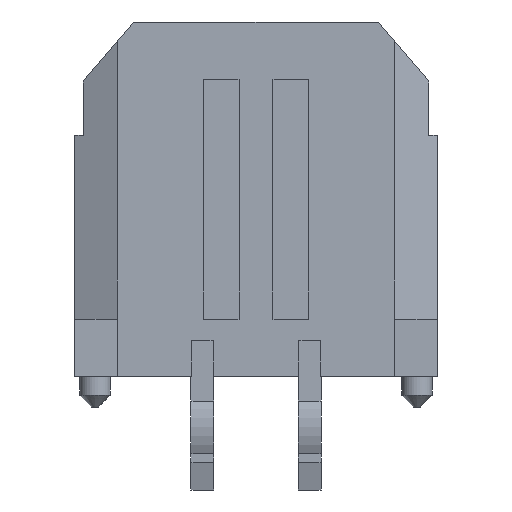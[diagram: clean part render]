
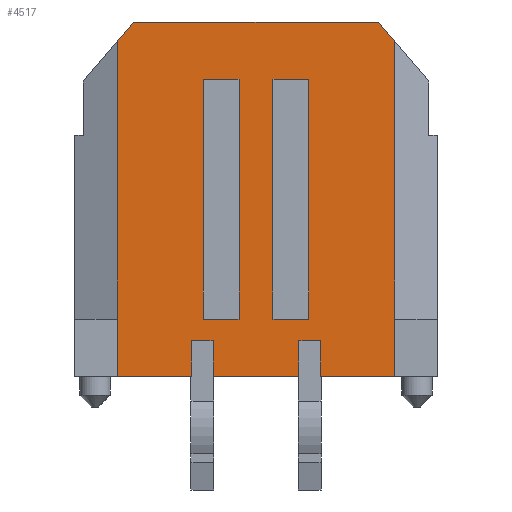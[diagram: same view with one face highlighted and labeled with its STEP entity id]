
A CAD part, front view. The second image highlights one B-rep face of the part: STEP entity #4517.
In plain terms, the highlighted planar face has unit normal (0, -1, 0).
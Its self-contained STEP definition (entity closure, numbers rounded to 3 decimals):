
#59=FACE_BOUND('',#359,.T.);
#60=FACE_BOUND('',#360,.T.);
#126=FACE_OUTER_BOUND('',#358,.T.);
#358=EDGE_LOOP('',(#3156,#3157,#3158,#3159,#3160,#3161,#3162,#3163,#3164,
#3165,#3166,#3167,#3168,#3169,#3170,#3171,#3172,#3173));
#359=EDGE_LOOP('',(#3174,#3175,#3176,#3177));
#360=EDGE_LOOP('',(#3178,#3179,#3180,#3181));
#578=LINE('',#6173,#1184);
#673=LINE('',#6373,#1279);
#690=LINE('',#6408,#1296);
#699=LINE('',#6425,#1305);
#713=LINE('',#6453,#1319);
#786=LINE('',#6594,#1392);
#787=LINE('',#6597,#1393);
#792=LINE('',#6606,#1398);
#793=LINE('',#6609,#1399);
#794=LINE('',#6610,#1400);
#795=LINE('',#6612,#1401);
#796=LINE('',#6614,#1402);
#797=LINE('',#6615,#1403);
#798=LINE('',#6617,#1404);
#799=LINE('',#6619,#1405);
#800=LINE('',#6621,#1406);
#801=LINE('',#6623,#1407);
#802=LINE('',#6624,#1408);
#803=LINE('',#6627,#1409);
#804=LINE('',#6629,#1410);
#805=LINE('',#6631,#1411);
#806=LINE('',#6632,#1412);
#807=LINE('',#6635,#1413);
#808=LINE('',#6637,#1414);
#809=LINE('',#6639,#1415);
#810=LINE('',#6640,#1416);
#1184=VECTOR('',#5027,0.71);
#1279=VECTOR('',#5178,1.);
#1296=VECTOR('',#5205,0.597);
#1305=VECTOR('',#5220,1.);
#1319=VECTOR('',#5240,1.);
#1392=VECTOR('',#5333,2.077);
#1393=VECTOR('',#5336,2.077);
#1398=VECTOR('',#5343,2.403);
#1399=VECTOR('',#5346,0.597);
#1400=VECTOR('',#5347,1.);
#1401=VECTOR('',#5348,1.6);
#1402=VECTOR('',#5349,0.009);
#1403=VECTOR('',#5350,7.768);
#1404=VECTOR('',#5351,6.85);
#1405=VECTOR('',#5352,0.71);
#1406=VECTOR('',#5353,7.768);
#1407=VECTOR('',#5354,0.009);
#1408=VECTOR('',#5355,1.6);
#1409=VECTOR('',#5356,1.);
#1410=VECTOR('',#5357,6.71);
#1411=VECTOR('',#5358,1.);
#1412=VECTOR('',#5359,6.71);
#1413=VECTOR('',#5360,1.);
#1414=VECTOR('',#5361,6.71);
#1415=VECTOR('',#5362,1.);
#1416=VECTOR('',#5363,6.71);
#1783=VERTEX_POINT('',#6170);
#1784=VERTEX_POINT('',#6172);
#1860=VERTEX_POINT('',#6370);
#1861=VERTEX_POINT('',#6372);
#1874=VERTEX_POINT('',#6407);
#1879=VERTEX_POINT('',#6424);
#1889=VERTEX_POINT('',#6450);
#1890=VERTEX_POINT('',#6452);
#1948=VERTEX_POINT('',#6592);
#1949=VERTEX_POINT('',#6596);
#1952=VERTEX_POINT('',#6604);
#1953=VERTEX_POINT('',#6608);
#1954=VERTEX_POINT('',#6611);
#1955=VERTEX_POINT('',#6613);
#1956=VERTEX_POINT('',#6616);
#1957=VERTEX_POINT('',#6618);
#1958=VERTEX_POINT('',#6620);
#1959=VERTEX_POINT('',#6622);
#1960=VERTEX_POINT('',#6625);
#1961=VERTEX_POINT('',#6626);
#1962=VERTEX_POINT('',#6628);
#1963=VERTEX_POINT('',#6630);
#1964=VERTEX_POINT('',#6633);
#1965=VERTEX_POINT('',#6634);
#1966=VERTEX_POINT('',#6636);
#1967=VERTEX_POINT('',#6638);
#2211=EDGE_CURVE('',#1784,#1783,#578,.T.);
#2310=EDGE_CURVE('',#1860,#1861,#673,.T.);
#2327=EDGE_CURVE('',#1874,#1861,#690,.T.);
#2336=EDGE_CURVE('',#1879,#1874,#699,.T.);
#2350=EDGE_CURVE('',#1890,#1889,#713,.T.);
#2423=EDGE_CURVE('',#1948,#1860,#786,.T.);
#2424=EDGE_CURVE('',#1890,#1949,#787,.T.);
#2429=EDGE_CURVE('',#1879,#1952,#792,.T.);
#2430=EDGE_CURVE('',#1889,#1953,#793,.T.);
#2431=EDGE_CURVE('',#1952,#1953,#794,.T.);
#2432=EDGE_CURVE('',#1954,#1948,#795,.T.);
#2433=EDGE_CURVE('',#1954,#1955,#796,.T.);
#2434=EDGE_CURVE('',#1784,#1955,#797,.T.);
#2435=EDGE_CURVE('',#1956,#1783,#798,.T.);
#2436=EDGE_CURVE('',#1956,#1957,#799,.T.);
#2437=EDGE_CURVE('',#1957,#1958,#800,.T.);
#2438=EDGE_CURVE('',#1958,#1959,#801,.T.);
#2439=EDGE_CURVE('',#1959,#1949,#802,.T.);
#2440=EDGE_CURVE('',#1960,#1961,#803,.T.);
#2441=EDGE_CURVE('',#1962,#1961,#804,.T.);
#2442=EDGE_CURVE('',#1963,#1962,#805,.T.);
#2443=EDGE_CURVE('',#1963,#1960,#806,.T.);
#2444=EDGE_CURVE('',#1964,#1965,#807,.T.);
#2445=EDGE_CURVE('',#1966,#1965,#808,.T.);
#2446=EDGE_CURVE('',#1967,#1966,#809,.T.);
#2447=EDGE_CURVE('',#1967,#1964,#810,.T.);
#3156=ORIENTED_EDGE('',*,*,#2350,.T.);
#3157=ORIENTED_EDGE('',*,*,#2430,.T.);
#3158=ORIENTED_EDGE('',*,*,#2431,.F.);
#3159=ORIENTED_EDGE('',*,*,#2429,.F.);
#3160=ORIENTED_EDGE('',*,*,#2336,.T.);
#3161=ORIENTED_EDGE('',*,*,#2327,.T.);
#3162=ORIENTED_EDGE('',*,*,#2310,.F.);
#3163=ORIENTED_EDGE('',*,*,#2423,.F.);
#3164=ORIENTED_EDGE('',*,*,#2432,.F.);
#3165=ORIENTED_EDGE('',*,*,#2433,.T.);
#3166=ORIENTED_EDGE('',*,*,#2434,.F.);
#3167=ORIENTED_EDGE('',*,*,#2211,.T.);
#3168=ORIENTED_EDGE('',*,*,#2435,.F.);
#3169=ORIENTED_EDGE('',*,*,#2436,.T.);
#3170=ORIENTED_EDGE('',*,*,#2437,.T.);
#3171=ORIENTED_EDGE('',*,*,#2438,.T.);
#3172=ORIENTED_EDGE('',*,*,#2439,.T.);
#3173=ORIENTED_EDGE('',*,*,#2424,.F.);
#3174=ORIENTED_EDGE('',*,*,#2440,.T.);
#3175=ORIENTED_EDGE('',*,*,#2441,.F.);
#3176=ORIENTED_EDGE('',*,*,#2442,.F.);
#3177=ORIENTED_EDGE('',*,*,#2443,.T.);
#3178=ORIENTED_EDGE('',*,*,#2444,.T.);
#3179=ORIENTED_EDGE('',*,*,#2445,.F.);
#3180=ORIENTED_EDGE('',*,*,#2446,.F.);
#3181=ORIENTED_EDGE('',*,*,#2447,.T.);
#4134=PLANE('',#4770);
#4517=ADVANCED_FACE('',(#126,#59,#60),#4134,.T.);
#4770=AXIS2_PLACEMENT_3D('',#6607,#5344,#5345);
#5027=DIRECTION('',(-0.647,0.,0.763));
#5178=DIRECTION('',(0.,0.,1.));
#5205=DIRECTION('',(1.,0.,0.));
#5220=DIRECTION('',(0.,0.,1.));
#5240=DIRECTION('',(0.,0.,1.));
#5333=DIRECTION('',(-1.,0.,0.));
#5336=DIRECTION('',(-1.,0.,0.));
#5343=DIRECTION('',(-1.,0.,0.));
#5344=DIRECTION('center_axis',(0.,-1.,0.));
#5345=DIRECTION('ref_axis',(0.,0.,-1.));
#5346=DIRECTION('',(1.,0.,0.));
#5347=DIRECTION('',(0.,0.,1.));
#5348=DIRECTION('',(0.,0.,-1.));
#5349=DIRECTION('',(1.,0.,0.));
#5350=DIRECTION('',(0.,0.,-1.));
#5351=DIRECTION('',(1.,0.,0.));
#5352=DIRECTION('',(-0.647,0.,-0.763));
#5353=DIRECTION('',(0.,0.,-1.));
#5354=DIRECTION('',(1.,0.,0.));
#5355=DIRECTION('',(0.,0.,-1.));
#5356=DIRECTION('',(1.,0.,0.));
#5357=DIRECTION('',(0.,0.,1.));
#5358=DIRECTION('',(1.,0.,0.));
#5359=DIRECTION('',(0.,0.,1.));
#5360=DIRECTION('',(1.,0.,0.));
#5361=DIRECTION('',(0.,0.,1.));
#5362=DIRECTION('',(1.,0.,0.));
#5363=DIRECTION('',(0.,0.,1.));
#6170=CARTESIAN_POINT('',(3.425,-3.43,4.955));
#6172=CARTESIAN_POINT('',(3.884,-3.43,4.413));
#6173=CARTESIAN_POINT('',(3.884,-3.43,4.413));
#6370=CARTESIAN_POINT('',(1.799,-3.43,-4.955));
#6372=CARTESIAN_POINT('',(1.799,-3.43,-3.955));
#6373=CARTESIAN_POINT('',(1.799,-3.43,-4.955));
#6407=CARTESIAN_POINT('',(1.202,-3.43,-3.955));
#6408=CARTESIAN_POINT('',(1.202,-3.43,-3.955));
#6424=CARTESIAN_POINT('',(1.202,-3.43,-4.955));
#6425=CARTESIAN_POINT('',(1.202,-3.43,-4.955));
#6450=CARTESIAN_POINT('',(-1.799,-3.43,-3.955));
#6452=CARTESIAN_POINT('',(-1.799,-3.43,-4.955));
#6453=CARTESIAN_POINT('',(-1.799,-3.43,-4.955));
#6592=CARTESIAN_POINT('',(3.875,-3.43,-4.955));
#6594=CARTESIAN_POINT('',(3.875,-3.43,-4.955));
#6596=CARTESIAN_POINT('',(-3.875,-3.43,-4.955));
#6597=CARTESIAN_POINT('',(-1.799,-3.43,-4.955));
#6604=CARTESIAN_POINT('',(-1.202,-3.43,-4.955));
#6606=CARTESIAN_POINT('',(1.202,-3.43,-4.955));
#6607=CARTESIAN_POINT('Origin',(-4.825,-3.43,4.955));
#6608=CARTESIAN_POINT('',(-1.202,-3.43,-3.955));
#6609=CARTESIAN_POINT('',(-1.799,-3.43,-3.955));
#6610=CARTESIAN_POINT('',(-1.202,-3.43,-4.955));
#6611=CARTESIAN_POINT('',(3.875,-3.43,-3.355));
#6612=CARTESIAN_POINT('',(3.875,-3.43,-3.355));
#6613=CARTESIAN_POINT('',(3.884,-3.43,-3.355));
#6614=CARTESIAN_POINT('',(3.875,-3.43,-3.355));
#6615=CARTESIAN_POINT('',(3.884,-3.43,4.413));
#6616=CARTESIAN_POINT('',(-3.425,-3.43,4.955));
#6617=CARTESIAN_POINT('',(-3.425,-3.43,4.955));
#6618=CARTESIAN_POINT('',(-3.884,-3.43,4.413));
#6619=CARTESIAN_POINT('',(-3.425,-3.43,4.955));
#6620=CARTESIAN_POINT('',(-3.884,-3.43,-3.355));
#6621=CARTESIAN_POINT('',(-3.884,-3.43,4.413));
#6622=CARTESIAN_POINT('',(-3.875,-3.43,-3.355));
#6623=CARTESIAN_POINT('',(-3.884,-3.43,-3.355));
#6624=CARTESIAN_POINT('',(-3.875,-3.43,-3.355));
#6625=CARTESIAN_POINT('',(0.475,-3.43,3.355));
#6626=CARTESIAN_POINT('',(1.475,-3.43,3.355));
#6627=CARTESIAN_POINT('',(0.475,-3.43,3.355));
#6628=CARTESIAN_POINT('',(1.475,-3.43,-3.355));
#6629=CARTESIAN_POINT('',(1.475,-3.43,-3.355));
#6630=CARTESIAN_POINT('',(0.475,-3.43,-3.355));
#6631=CARTESIAN_POINT('',(0.475,-3.43,-3.355));
#6632=CARTESIAN_POINT('',(0.475,-3.43,-3.355));
#6633=CARTESIAN_POINT('',(-1.475,-3.43,3.355));
#6634=CARTESIAN_POINT('',(-0.475,-3.43,3.355));
#6635=CARTESIAN_POINT('',(-1.475,-3.43,3.355));
#6636=CARTESIAN_POINT('',(-0.475,-3.43,-3.355));
#6637=CARTESIAN_POINT('',(-0.475,-3.43,-3.355));
#6638=CARTESIAN_POINT('',(-1.475,-3.43,-3.355));
#6639=CARTESIAN_POINT('',(-1.475,-3.43,-3.355));
#6640=CARTESIAN_POINT('',(-1.475,-3.43,-3.355));
